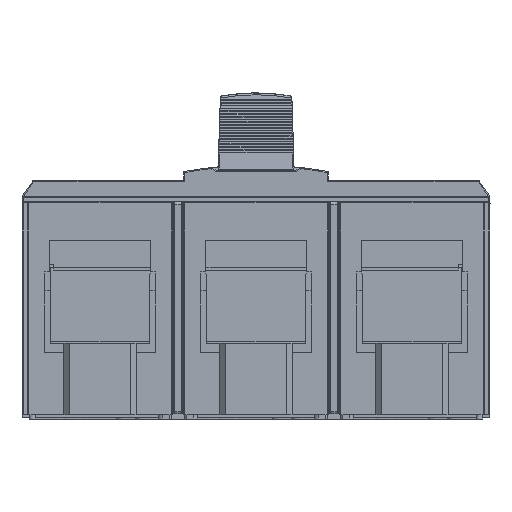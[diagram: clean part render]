
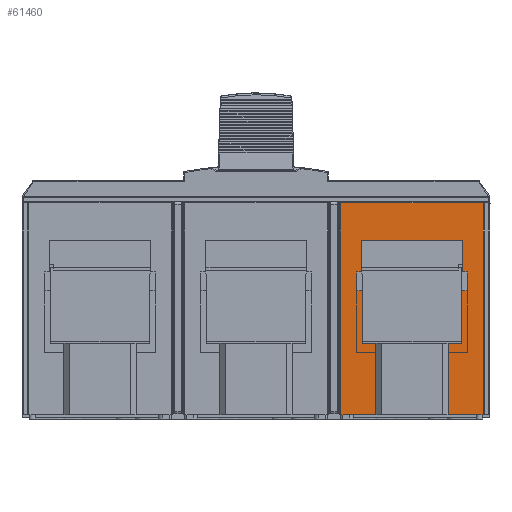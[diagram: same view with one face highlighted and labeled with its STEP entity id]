
A CAD part, front view. The second image highlights one B-rep face of the part: STEP entity #61460.
In plain terms, the highlighted planar face has unit normal (0, -1, 0).
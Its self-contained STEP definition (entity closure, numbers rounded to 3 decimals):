
#1297=DIRECTION('',(0.,0.,1.));
#1298=VECTOR('',#1297,95.);
#1299=CARTESIAN_POINT('',(171.871,-137.5,2.));
#1300=LINE('',#1299,#1298);
#1315=DIRECTION('',(0.,0.,-1.));
#1316=VECTOR('',#1315,8.5);
#1317=CARTESIAN_POINT('',(115.25,-137.5,66.));
#1318=LINE('',#1317,#1316);
#1319=DIRECTION('',(-1.,0.,0.));
#1320=VECTOR('',#1319,2.5);
#1321=CARTESIAN_POINT('',(117.75,-137.5,57.5));
#1322=LINE('',#1321,#1320);
#1323=DIRECTION('',(0.,0.,1.));
#1324=VECTOR('',#1323,23.5);
#1325=CARTESIAN_POINT('',(117.75,-137.5,34.));
#1326=LINE('',#1325,#1324);
#1327=DIRECTION('',(-1.,0.,0.));
#1328=VECTOR('',#1327,6.05);
#1329=CARTESIAN_POINT('',(123.8,-137.5,34.));
#1330=LINE('',#1329,#1328);
#1331=DIRECTION('',(0.,0.,1.));
#1332=VECTOR('',#1331,32.);
#1333=CARTESIAN_POINT('',(123.8,-137.5,2.));
#1334=LINE('',#1333,#1332);
#1335=DIRECTION('',(-1.,0.,0.));
#1336=VECTOR('',#1335,15.671);
#1337=CARTESIAN_POINT('',(123.8,-137.5,2.));
#1338=LINE('',#1337,#1336);
#1339=DIRECTION('',(-1.,0.,0.));
#1340=VECTOR('',#1339,15.671);
#1341=CARTESIAN_POINT('',(171.871,-137.5,2.));
#1342=LINE('',#1341,#1340);
#1343=DIRECTION('',(1.,0.,0.));
#1344=VECTOR('',#1343,6.05);
#1345=CARTESIAN_POINT('',(156.2,-137.5,34.));
#1346=LINE('',#1345,#1344);
#1347=DIRECTION('',(0.,0.,-1.));
#1348=VECTOR('',#1347,23.5);
#1349=CARTESIAN_POINT('',(162.25,-137.5,57.5));
#1350=LINE('',#1349,#1348);
#1351=DIRECTION('',(-1.,0.,0.));
#1352=VECTOR('',#1351,2.5);
#1353=CARTESIAN_POINT('',(164.75,-137.5,57.5));
#1354=LINE('',#1353,#1352);
#1355=DIRECTION('',(0.,0.,-1.));
#1356=VECTOR('',#1355,8.5);
#1357=CARTESIAN_POINT('',(164.75,-137.5,66.));
#1358=LINE('',#1357,#1356);
#1359=DIRECTION('',(0.,0.,-1.));
#1360=VECTOR('',#1359,14.);
#1361=CARTESIAN_POINT('',(162.8,-137.5,80.));
#1362=LINE('',#1361,#1360);
#1363=DIRECTION('',(-1.,0.,0.));
#1364=VECTOR('',#1363,1.95);
#1365=CARTESIAN_POINT('',(117.2,-137.5,66.));
#1366=LINE('',#1365,#1364);
#1403=DIRECTION('',(0.,0.,-1.));
#1404=VECTOR('',#1403,14.);
#1405=CARTESIAN_POINT('',(117.2,-137.5,80.));
#1406=LINE('',#1405,#1404);
#1415=DIRECTION('',(-1.,0.,0.));
#1416=VECTOR('',#1415,45.6);
#1417=CARTESIAN_POINT('',(162.8,-137.5,80.));
#1418=LINE('',#1417,#1416);
#1455=DIRECTION('',(-1.,0.,0.));
#1456=VECTOR('',#1455,1.95);
#1457=CARTESIAN_POINT('',(164.75,-137.5,66.));
#1458=LINE('',#1457,#1456);
#7205=DIRECTION('',(0.,0.,-1.));
#7206=VECTOR('',#7205,95.);
#7207=CARTESIAN_POINT('',(108.129,-137.5,97.));
#7208=LINE('',#7207,#7206);
#7439=DIRECTION('',(1.,0.,0.));
#7440=VECTOR('',#7439,63.743);
#7441=CARTESIAN_POINT('',(108.129,-137.5,97.));
#7442=LINE('',#7441,#7440);
#40897=DIRECTION('',(0.,0.,1.));
#40898=VECTOR('',#40897,32.);
#40899=CARTESIAN_POINT('',(156.2,-137.5,2.));
#40900=LINE('',#40899,#40898);
#48778=CARTESIAN_POINT('',(171.871,-137.5,2.));
#48779=VERTEX_POINT('',#48778);
#48780=CARTESIAN_POINT('',(156.2,-137.5,2.));
#48781=VERTEX_POINT('',#48780);
#48786=CARTESIAN_POINT('',(123.8,-137.5,2.));
#48787=VERTEX_POINT('',#48786);
#48788=CARTESIAN_POINT('',(108.129,-137.5,2.));
#48789=VERTEX_POINT('',#48788);
#49190=CARTESIAN_POINT('',(164.75,-137.5,57.5));
#49191=CARTESIAN_POINT('',(162.25,-137.5,57.5));
#49192=VERTEX_POINT('',#49190);
#49193=VERTEX_POINT('',#49191);
#49194=CARTESIAN_POINT('',(162.25,-137.5,34.));
#49195=VERTEX_POINT('',#49194);
#49196=CARTESIAN_POINT('',(156.2,-137.5,34.));
#49197=VERTEX_POINT('',#49196);
#49202=CARTESIAN_POINT('',(123.8,-137.5,34.));
#49203=VERTEX_POINT('',#49202);
#49204=CARTESIAN_POINT('',(117.75,-137.5,34.));
#49205=VERTEX_POINT('',#49204);
#49206=CARTESIAN_POINT('',(117.75,-137.5,57.5));
#49207=VERTEX_POINT('',#49206);
#49208=CARTESIAN_POINT('',(115.25,-137.5,57.5));
#49209=VERTEX_POINT('',#49208);
#55423=CARTESIAN_POINT('',(162.8,-137.5,66.));
#55425=VERTEX_POINT('',#55423);
#55518=CARTESIAN_POINT('',(108.129,-137.5,97.));
#55519=CARTESIAN_POINT('',(171.871,-137.5,97.));
#55520=VERTEX_POINT('',#55518);
#55521=VERTEX_POINT('',#55519);
#55522=CARTESIAN_POINT('',(117.2,-137.5,80.));
#55523=CARTESIAN_POINT('',(117.2,-137.5,66.));
#55524=VERTEX_POINT('',#55522);
#55525=VERTEX_POINT('',#55523);
#55526=CARTESIAN_POINT('',(162.8,-137.5,80.));
#55527=VERTEX_POINT('',#55526);
#57593=CARTESIAN_POINT('',(164.75,-137.5,66.));
#57595=VERTEX_POINT('',#57593);
#57597=CARTESIAN_POINT('',(115.25,-137.5,66.));
#57599=VERTEX_POINT('',#57597);
#61414=CARTESIAN_POINT('',(171.871,-137.5,0.));
#61415=DIRECTION('',(0.,1.,0.));
#61416=DIRECTION('',(-1.,0.,0.));
#61417=AXIS2_PLACEMENT_3D('',#61414,#61415,#61416);
#61418=PLANE('',#61417);
#61420=ORIENTED_EDGE('',*,*,#61419,.T.);
#61422=ORIENTED_EDGE('',*,*,#61421,.T.);
#61424=ORIENTED_EDGE('',*,*,#61423,.F.);
#61426=ORIENTED_EDGE('',*,*,#61425,.F.);
#61428=ORIENTED_EDGE('',*,*,#61427,.F.);
#61430=ORIENTED_EDGE('',*,*,#61429,.F.);
#61432=ORIENTED_EDGE('',*,*,#61431,.T.);
#61434=ORIENTED_EDGE('',*,*,#61433,.F.);
#61436=ORIENTED_EDGE('',*,*,#61435,.T.);
#61437=ORIENTED_EDGE('',*,*,#61404,.F.);
#61439=ORIENTED_EDGE('',*,*,#61438,.T.);
#61441=ORIENTED_EDGE('',*,*,#61440,.T.);
#61443=ORIENTED_EDGE('',*,*,#61442,.T.);
#61445=ORIENTED_EDGE('',*,*,#61444,.F.);
#61447=ORIENTED_EDGE('',*,*,#61446,.F.);
#61449=ORIENTED_EDGE('',*,*,#61448,.F.);
#61451=ORIENTED_EDGE('',*,*,#61450,.T.);
#61453=ORIENTED_EDGE('',*,*,#61452,.F.);
#61455=ORIENTED_EDGE('',*,*,#61454,.T.);
#61457=ORIENTED_EDGE('',*,*,#61456,.T.);
#61458=EDGE_LOOP('',(#61420,#61422,#61424,#61426,#61428,#61430,#61432,#61434,
#61436,#61437,#61439,#61441,#61443,#61445,#61447,#61449,#61451,#61453,#61455,
#61457));
#61459=FACE_OUTER_BOUND('',#61458,.F.);
#61460=ADVANCED_FACE('',(#61459),#61418,.F.);
#61404=EDGE_CURVE('',#48779,#55521,#1300,.T.);
#61419=EDGE_CURVE('',#55525,#57599,#1366,.T.);
#61421=EDGE_CURVE('',#57599,#49209,#1318,.T.);
#61423=EDGE_CURVE('',#49207,#49209,#1322,.T.);
#61425=EDGE_CURVE('',#49205,#49207,#1326,.T.);
#61427=EDGE_CURVE('',#49203,#49205,#1330,.T.);
#61429=EDGE_CURVE('',#48787,#49203,#1334,.T.);
#61431=EDGE_CURVE('',#48787,#48789,#1338,.T.);
#61433=EDGE_CURVE('',#55520,#48789,#7208,.T.);
#61435=EDGE_CURVE('',#55520,#55521,#7442,.T.);
#61438=EDGE_CURVE('',#48779,#48781,#1342,.T.);
#61440=EDGE_CURVE('',#48781,#49197,#40900,.T.);
#61442=EDGE_CURVE('',#49197,#49195,#1346,.T.);
#61444=EDGE_CURVE('',#49193,#49195,#1350,.T.);
#61446=EDGE_CURVE('',#49192,#49193,#1354,.T.);
#61448=EDGE_CURVE('',#57595,#49192,#1358,.T.);
#61450=EDGE_CURVE('',#57595,#55425,#1458,.T.);
#61452=EDGE_CURVE('',#55527,#55425,#1362,.T.);
#61454=EDGE_CURVE('',#55527,#55524,#1418,.T.);
#61456=EDGE_CURVE('',#55524,#55525,#1406,.T.);
